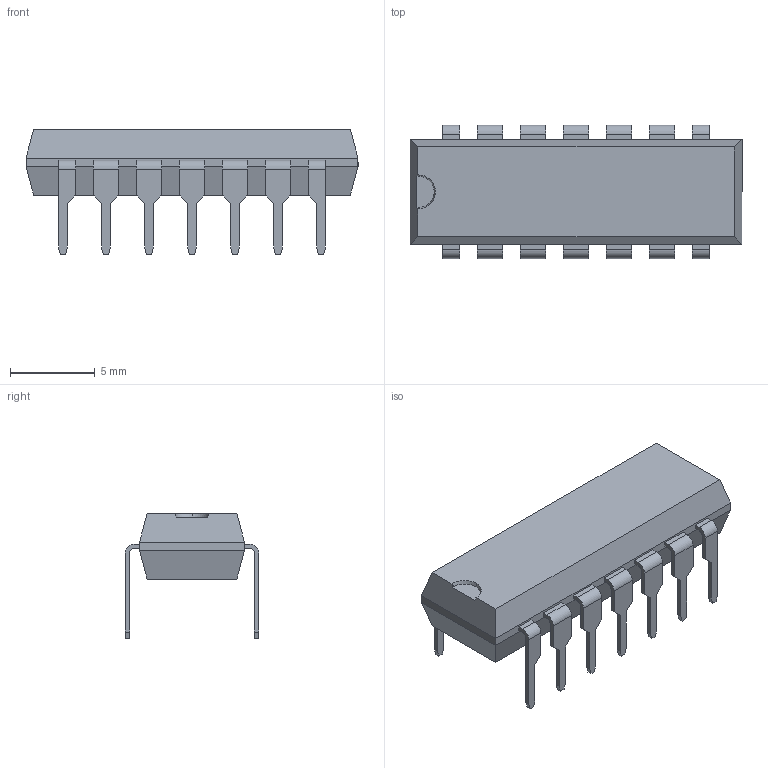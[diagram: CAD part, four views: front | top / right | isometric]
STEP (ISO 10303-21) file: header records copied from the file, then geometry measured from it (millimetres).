
FILE_DESCRIPTION (( 'STEP AP214' ), '1' );
FILE_NAME ('44E3CCB8-9069-495E-A524-4D4AB84F38FF.STEP', '2022-12-11T15:20:18', ( '' ), ( '' ), 'SwSTEP 2.0', 'SolidWorks 2022', '' );
FILE_SCHEMA (( 'AUTOMOTIVE_DESIGN' ));
Length unit declared in the file: millimetre
Products named in the file (1): 44E3CCB8-9069-495E-A524-4D4AB84F38FF
Bounding box: 19.6 x 7.87 x 7.36 mm (x, y, z)
Volume: 449.3 mm3; surface area: 585.7 mm2
Topology: 1 solids, 1 shells, 221 faces, 607 edges, 402 vertices
Faces by surface type: plane 191, cylinder 28, cone 2
Entity records: 7160 total; most frequent: CARTESIAN_POINT 1231, ORIENTED_EDGE 1214, DIRECTION 1111, EDGE_CURVE 607, LINE 547, VECTOR 547, VERTEX_POINT 402, AXIS2_PLACEMENT_3D 282
